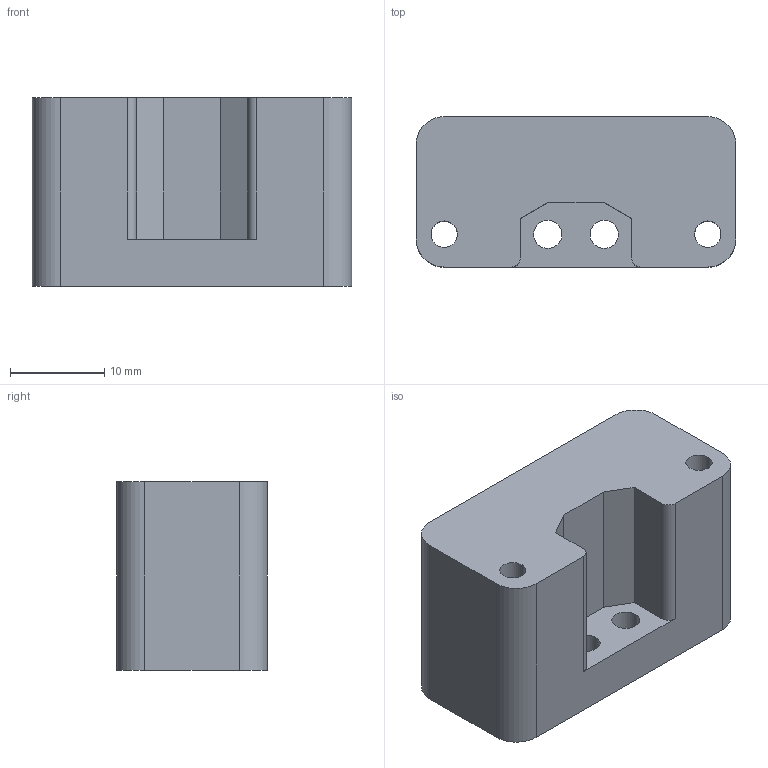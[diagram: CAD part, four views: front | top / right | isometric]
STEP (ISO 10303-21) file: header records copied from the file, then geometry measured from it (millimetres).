
FILE_DESCRIPTION (( 'STEP AP214' ), '1' );
FILE_NAME ('Head_Prostavka_Nata_V2.STEP', '2020-07-04T06:53:10', ( '' ), ( '' ), 'SwSTEP 2.0', 'SolidWorks 2017', '' );
FILE_SCHEMA (( 'AUTOMOTIVE_DESIGN' ));
Length unit declared in the file: millimetre
Products named in the file (1): Head_Prostavka_Nata_V2
Bounding box: 34 x 16 x 20 mm (x, y, z)
Volume: 7628.6 mm3; surface area: 4415.4 mm2
Topology: 1 solids, 1 shells, 34 faces, 91 edges, 60 vertices
Faces by surface type: cylinder 18, plane 16
Entity records: 1121 total; most frequent: CARTESIAN_POINT 198, DIRECTION 189, ORIENTED_EDGE 182, EDGE_CURVE 91, AXIS2_PLACEMENT_3D 67, VERTEX_POINT 60, LINE 55, VECTOR 55
